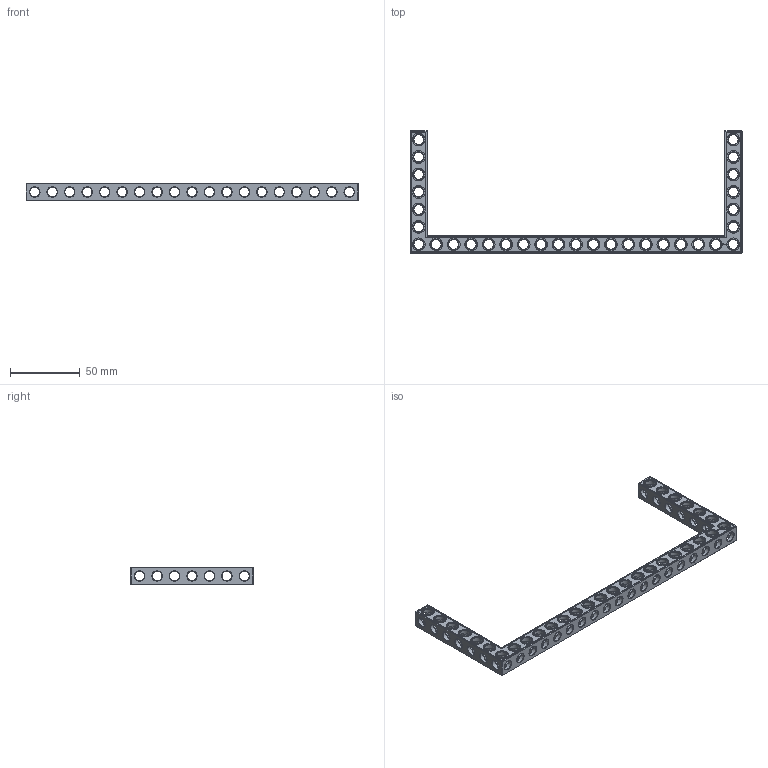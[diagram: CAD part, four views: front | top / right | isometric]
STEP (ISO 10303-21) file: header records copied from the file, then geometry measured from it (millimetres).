
FILE_DESCRIPTION(('FreeCAD Model'),'2;1');
FILE_NAME('Open CASCADE Shape Model','2022-03-06T23:15:21',('Author'),( ''),'Open CASCADE STEP processor 7.5','FreeCAD','Unknown');
FILE_SCHEMA(('AUTOMOTIVE_DESIGN { 1 0 10303 214 1 1 1 1 }'));
Products named in the file (1): Beam AGD ESS USH SYM BU19x07x01 - SPN-BEM-0618 (stemfie.org)
Bounding box: 237.5 x 87.5 x 12.5 mm (x, y, z)
Volume: 30279.8 mm3; surface area: 27086.7 mm2
Topology: 1 solids, 1 shells, 890 faces, 2699 edges, 1753 vertices
Faces by surface type: plane 403, cylinder 187, extrusion 174, cone 126
Full cylindrical faces by diameter (mm): 6.98 x16, 7 x140, 9.2 x31
Entity records: 133604 total; most frequent: CARTESIAN_POINT 83058, DIRECTION 8249, ORIENTED_EDGE 5398, PCURVE 5398, DEFINITIONAL_REPRESENTATION 5398, VECTOR 5168, LINE 4994, EDGE_CURVE 2699
